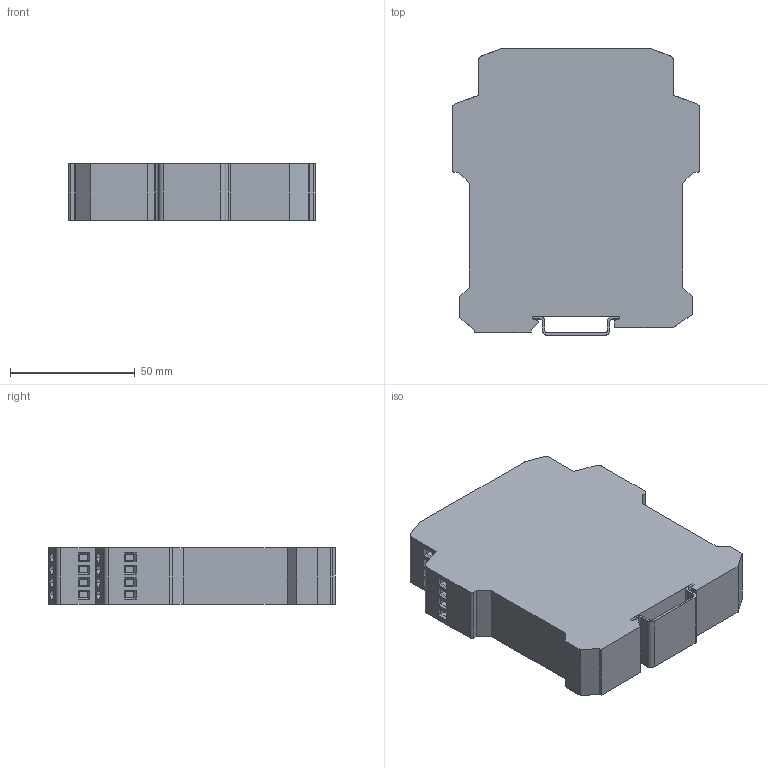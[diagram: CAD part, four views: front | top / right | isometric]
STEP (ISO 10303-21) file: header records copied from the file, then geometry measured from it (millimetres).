
FILE_DESCRIPTION((''),'2;1');
FILE_NAME('120627.1.stp','2017-03-21T09:37:22',(''),(''),'Mechanical Desktop 2009','Mechanical Desktop 2009',', , ');
FILE_SCHEMA(('CONFIG_CONTROL_DESIGN'));
Length unit declared in the file: millimetre
Products named in the file (15): 120627.1; PRT0002; E1206275; E1206272; GLAS_EMGZ310_OBERSEITE; GLAS_EMGZ310_UNTERSEITE; PIN; TEIL1; E1206272|AVE_RENDER; E1206272|AVE_GLOBAL; E1206272|RM_SDB; PRINT; K0201172; 5EH-4PC; RM_SDB
Assembly tree (41 placements, depth 3):
  120627.1
    PRT0002
      E1206275
    E1206272
      GLAS_EMGZ310_OBERSEITE
      GLAS_EMGZ310_UNTERSEITE
      PIN  x17
      TEIL1
      E1206272|AVE_RENDER  x8
      E1206272|AVE_GLOBAL
      E1206272|RM_SDB  x3
    PRINT
    K0201172
    5EH-4PC
    RM_SDB  x3
Bounding box: 99 x 114.62 x 22.5 mm (x, y, z)
Volume: 90564.4 mm3; surface area: 72912.7 mm2
Topology: 24 solids, 24 shells, 771 faces, 1947 edges, 1276 vertices
Faces by surface type: plane 595, cylinder 128, torus 48
Entity records: 18306 total; most frequent: CARTESIAN_POINT 3526, DIRECTION 3005, ORIENTED_EDGE 2934, EDGE_CURVE 1467, VECTOR 1031, LINE 1031, AXIS2_PLACEMENT_3D 987, VERTEX_POINT 956
